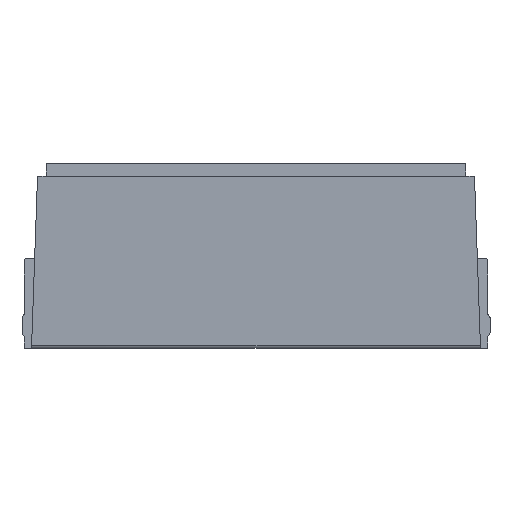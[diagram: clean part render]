
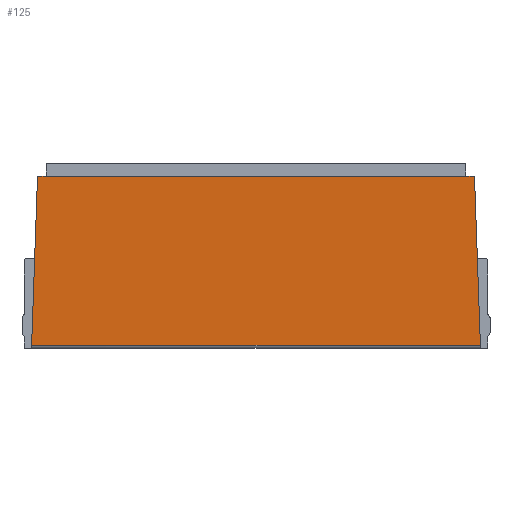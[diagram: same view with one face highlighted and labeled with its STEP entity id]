
A CAD part, front view. The second image highlights one B-rep face of the part: STEP entity #125.
In plain terms, the highlighted planar face has unit normal (0, -0.999, -0.035).
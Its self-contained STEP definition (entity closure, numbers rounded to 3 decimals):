
#82=AXIS2_PLACEMENT_3D('Plane Axis2P3D',#79,#80,#81) ;
#36=CARTESIAN_POINT('Line Origine',(22.161,0.842,16.3)) ;
#40=CARTESIAN_POINT('Vertex',(42.011,0.842,16.3)) ;
#42=CARTESIAN_POINT('Vertex',(2.311,0.842,16.3)) ;
#79=CARTESIAN_POINT('Axis2P3D Location',(2.311,0.8,17.5)) ;
#84=CARTESIAN_POINT('Line Origine',(42.432,0.842,16.3)) ;
#88=CARTESIAN_POINT('Vertex',(42.853,0.842,16.3)) ;
#91=CARTESIAN_POINT('Line Origine',(1.89,0.842,16.3)) ;
#95=CARTESIAN_POINT('Vertex',(1.469,0.842,16.3)) ;
#98=CARTESIAN_POINT('Line Origine',(1.19,1.121,8.295)) ;
#102=CARTESIAN_POINT('Vertex',(0.91,1.401,0.29)) ;
#105=CARTESIAN_POINT('Line Origine',(22.161,1.401,0.29)) ;
#109=CARTESIAN_POINT('Vertex',(43.412,1.401,0.29)) ;
#112=CARTESIAN_POINT('Line Origine',(43.133,1.121,8.295)) ;
#37=DIRECTION('Vector Direction',(-1.,0.,0.)) ;
#80=DIRECTION('Axis2P3D Direction',(0.,-0.999,-0.035)) ;
#81=DIRECTION('Axis2P3D XDirection',(0.,0.035,-0.999)) ;
#85=DIRECTION('Vector Direction',(1.,0.,0.)) ;
#92=DIRECTION('Vector Direction',(1.,0.,0.)) ;
#99=DIRECTION('Vector Direction',(-0.035,0.035,-0.999)) ;
#106=DIRECTION('Vector Direction',(-1.,0.,0.)) ;
#113=DIRECTION('Vector Direction',(-0.035,-0.035,0.999)) ;
#38=VECTOR('Line Direction',#37,1.) ;
#86=VECTOR('Line Direction',#85,1.) ;
#93=VECTOR('Line Direction',#92,1.) ;
#100=VECTOR('Line Direction',#99,1.) ;
#107=VECTOR('Line Direction',#106,1.) ;
#114=VECTOR('Line Direction',#113,1.) ;
#118=ORIENTED_EDGE('',*,*,#90,.F.) ;
#119=ORIENTED_EDGE('',*,*,#44,.T.) ;
#120=ORIENTED_EDGE('',*,*,#97,.F.) ;
#121=ORIENTED_EDGE('',*,*,#104,.T.) ;
#122=ORIENTED_EDGE('',*,*,#111,.F.) ;
#123=ORIENTED_EDGE('',*,*,#116,.T.) ;
#125=ADVANCED_FACE('MANIFOLD_SOLID_BREP #14093',(#124),#83,.T.) ;
#44=EDGE_CURVE('',#41,#43,#39,.T.) ;
#90=EDGE_CURVE('',#41,#89,#87,.T.) ;
#97=EDGE_CURVE('',#96,#43,#94,.T.) ;
#104=EDGE_CURVE('',#96,#103,#101,.T.) ;
#111=EDGE_CURVE('',#110,#103,#108,.T.) ;
#116=EDGE_CURVE('',#110,#89,#115,.T.) ;
#117=EDGE_LOOP('',(#118,#119,#120,#121,#122,#123)) ;
#124=FACE_OUTER_BOUND('',#117,.T.) ;
#39=LINE('Line',#36,#38) ;
#87=LINE('Line',#84,#86) ;
#94=LINE('Line',#91,#93) ;
#101=LINE('Line',#98,#100) ;
#108=LINE('Line',#105,#107) ;
#115=LINE('Line',#112,#114) ;
#83=PLANE('',#82) ;
#41=VERTEX_POINT('',#40) ;
#43=VERTEX_POINT('',#42) ;
#89=VERTEX_POINT('',#88) ;
#96=VERTEX_POINT('',#95) ;
#103=VERTEX_POINT('',#102) ;
#110=VERTEX_POINT('',#109) ;
